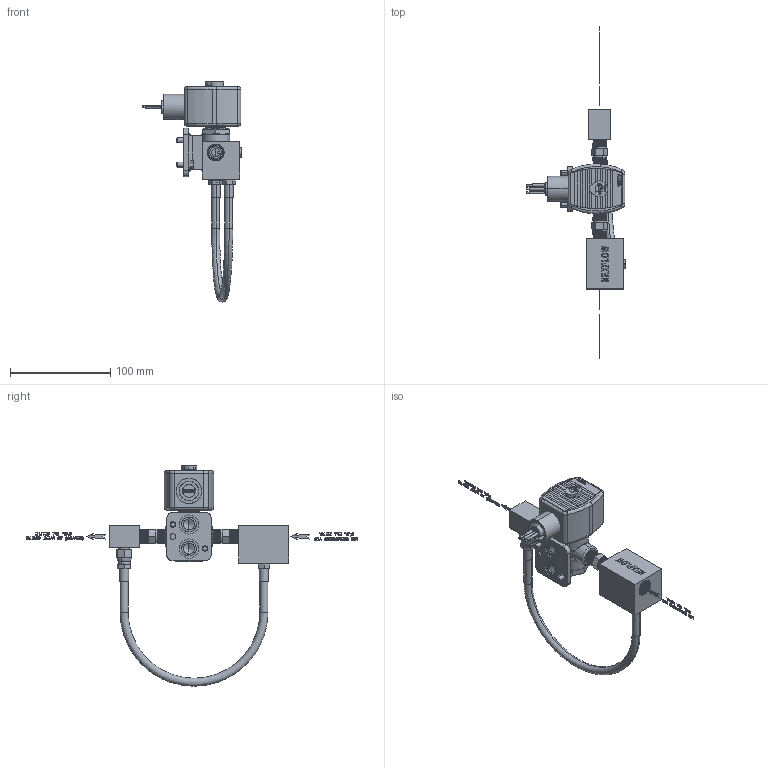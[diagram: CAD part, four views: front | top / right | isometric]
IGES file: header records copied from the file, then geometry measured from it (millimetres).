
Start section: START RECORD GO HERE.
Global section: file name: Bypass Unit_Outline.igs; native system: DASSAULT SYSTEMES CATIA V5 R20 - www.3ds.com; preprocessor: CATIA Version 5 Release 20 ; author: Administrator; organization: comp-PC; date: 20161123.114247; units: millimetre
Bounding box: 99.28 x 331.11 x 219.84 mm (x, y, z)
Surface area: 76687.9 mm2 (no closed solid volume)
Topology: 0 solids, 0 shells, 2970 faces, 16372 edges, 16362 vertices
Faces by surface type: plane 1970, revolution 570, bspline 400, extrusion 30
